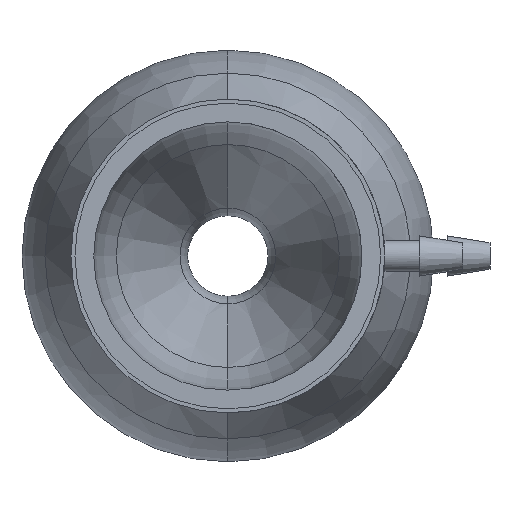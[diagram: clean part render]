
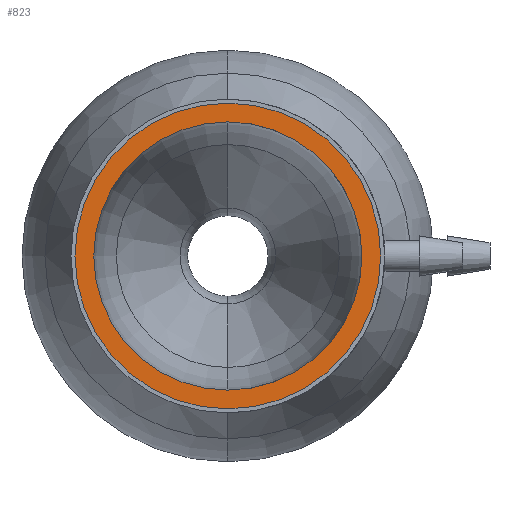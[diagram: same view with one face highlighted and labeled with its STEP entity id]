
A CAD part, front view. The second image highlights one B-rep face of the part: STEP entity #823.
In plain terms, the highlighted planar face has unit normal (0, -1, 0).
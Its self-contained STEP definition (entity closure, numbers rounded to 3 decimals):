
#111 = EDGE_CURVE ( 'NONE', #1348, #858, #1025, .T. ) ;
#152 = CARTESIAN_POINT ( 'NONE',  ( 0., -53.634, 0. ) ) ;
#158 = EDGE_LOOP ( 'NONE', ( #2128, #1235 ) ) ;
#163 = VERTEX_POINT ( 'NONE', #1619 ) ;
#166 = AXIS2_PLACEMENT_3D ( 'NONE', #339, #1770, #886 ) ;
#178 = DIRECTION ( 'NONE',  ( 0., 1., 0. ) ) ;
#293 = CARTESIAN_POINT ( 'NONE',  ( 0., -53.634, 10. ) ) ;
#339 = CARTESIAN_POINT ( 'NONE',  ( 0., -53.634, 0. ) ) ;
#455 = EDGE_LOOP ( 'NONE', ( #1021, #1679 ) ) ;
#479 = EDGE_CURVE ( 'NONE', #858, #1348, #1474, .T. ) ;
#513 = DIRECTION ( 'NONE',  ( 0., 0., 1. ) ) ;
#578 = DIRECTION ( 'NONE',  ( 0., 0., 1. ) ) ;
#596 = CARTESIAN_POINT ( 'NONE',  ( 0., -53.634, -11.4 ) ) ;
#601 = EDGE_CURVE ( 'NONE', #163, #1675, #693, .T. ) ;
#663 = FACE_BOUND ( 'NONE', #455, .T. ) ;
#673 = FACE_OUTER_BOUND ( 'NONE', #158, .T. ) ;
#682 = DIRECTION ( 'NONE',  ( 0., 1., 0. ) ) ;
#693 = CIRCLE ( 'NONE', #1984, 11.4 ) ;
#695 = DIRECTION ( 'NONE',  ( 0., 0., 1. ) ) ;
#802 = AXIS2_PLACEMENT_3D ( 'NONE', #2230, #682, #695 ) ;
#823 = ADVANCED_FACE ( 'NONE', ( #673, #663 ), #1019, .F. ) ;
#858 = VERTEX_POINT ( 'NONE', #293 ) ;
#886 = DIRECTION ( 'NONE',  ( 0., 0., 1. ) ) ;
#969 = DIRECTION ( 'NONE',  ( 0., 1., 0. ) ) ;
#1019 = PLANE ( 'NONE',  #802 ) ;
#1021 = ORIENTED_EDGE ( 'NONE', *, *, #479, .T. ) ;
#1025 = CIRCLE ( 'NONE', #166, 10. ) ;
#1031 = AXIS2_PLACEMENT_3D ( 'NONE', #152, #2098, #513 ) ;
#1158 = CARTESIAN_POINT ( 'NONE',  ( 0., -53.634, -10. ) ) ;
#1235 = ORIENTED_EDGE ( 'NONE', *, *, #1852, .F. ) ;
#1255 = CIRCLE ( 'NONE', #1031, 11.4 ) ;
#1348 = VERTEX_POINT ( 'NONE', #1158 ) ;
#1474 = CIRCLE ( 'NONE', #1723, 10. ) ;
#1589 = DIRECTION ( 'NONE',  ( 0., 0., 1. ) ) ;
#1619 = CARTESIAN_POINT ( 'NONE',  ( 0., -53.634, 11.4 ) ) ;
#1675 = VERTEX_POINT ( 'NONE', #596 ) ;
#1679 = ORIENTED_EDGE ( 'NONE', *, *, #111, .T. ) ;
#1723 = AXIS2_PLACEMENT_3D ( 'NONE', #1962, #178, #1589 ) ;
#1770 = DIRECTION ( 'NONE',  ( 0., 1., 0. ) ) ;
#1852 = EDGE_CURVE ( 'NONE', #1675, #163, #1255, .T. ) ;
#1962 = CARTESIAN_POINT ( 'NONE',  ( 0., -53.634, 0. ) ) ;
#1984 = AXIS2_PLACEMENT_3D ( 'NONE', #2200, #969, #578 ) ;
#2098 = DIRECTION ( 'NONE',  ( 0., 1., 0. ) ) ;
#2128 = ORIENTED_EDGE ( 'NONE', *, *, #601, .F. ) ;
#2200 = CARTESIAN_POINT ( 'NONE',  ( 0., -53.634, 0. ) ) ;
#2230 = CARTESIAN_POINT ( 'NONE',  ( 11.4, -53.634, 0. ) ) ;
